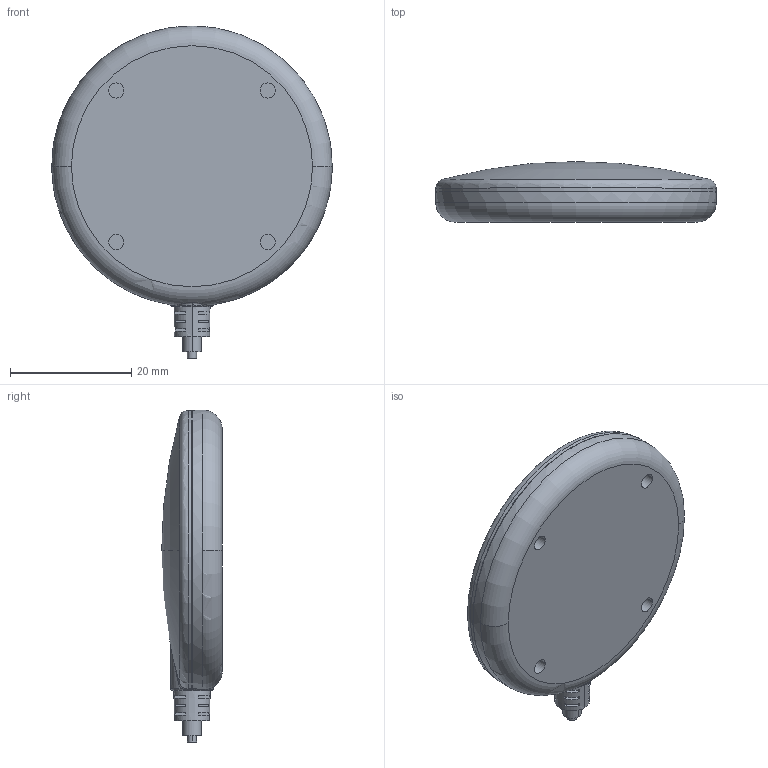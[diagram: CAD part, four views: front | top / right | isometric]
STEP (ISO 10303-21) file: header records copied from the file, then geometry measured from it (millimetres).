
FILE_DESCRIPTION((''),'2;1');
FILE_NAME('LED','2013-12-18T',('Caroe'),(''),'PRO/ENGINEER BY PARAMETRIC TECHNOLOGY CORPORATION, 2012130','PRO/ENGINEER BY PARAMETRIC TECHNOLOGY CORPORATION, 2012130','');
FILE_SCHEMA(('AUTOMOTIVE_DESIGN { 1 0 10303 214 1 1 1 1 }'));
Length unit declared in the file: millimetre
Products named in the file (1): LED
Bounding box: 46.3 x 10 x 54.8 mm (x, y, z)
Volume: 13895.3 mm3; surface area: 4403 mm2
Topology: 1 solids, 1 shells, 98 faces, 224 edges, 145 vertices
Faces by surface type: plane 59, cylinder 18, bspline 12, torus 5, sphere 2, cone 2
Entity records: 4756 total; most frequent: CARTESIAN_POINT 1351, ORIENTED_EDGE 444, DIRECTION 422, PRESENTATION_STYLE_ASSIGNMENT 267, STYLED_ITEM 223, CURVE_STYLE 222, EDGE_CURVE 222, AXIS2_PLACEMENT_3D 172
